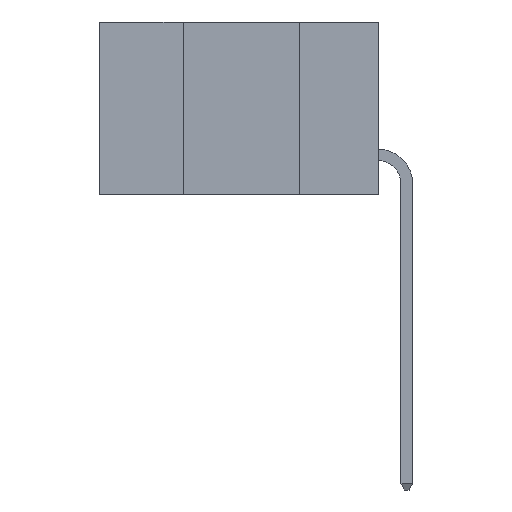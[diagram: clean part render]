
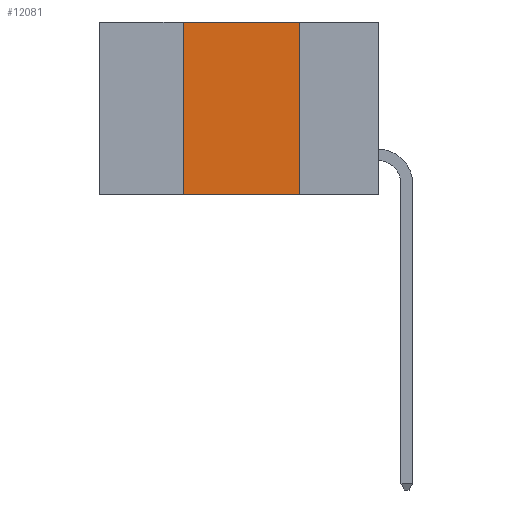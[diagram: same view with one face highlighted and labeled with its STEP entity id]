
A CAD part, left-side view. The second image highlights one B-rep face of the part: STEP entity #12081.
In plain terms, the highlighted planar face has unit normal (-1, 0, 0).
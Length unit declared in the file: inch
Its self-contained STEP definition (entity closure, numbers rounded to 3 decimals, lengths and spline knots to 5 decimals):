
#182 = DIRECTION ( 'NONE',  ( 0., -1., 0. ) ) ;
#225 = ORIENTED_EDGE ( 'NONE', *, *, #4989, .T. ) ;
#479 = VERTEX_POINT ( 'NONE', #19017 ) ;
#1126 = CARTESIAN_POINT ( 'NONE',  ( 0., 0.42, -0.37 ) ) ;
#1589 = VECTOR ( 'NONE', #182, 39.37008 ) ;
#2216 = VERTEX_POINT ( 'NONE', #12839 ) ;
#2830 = DIRECTION ( 'NONE',  ( 0., 0., -1. ) ) ;
#3172 = VERTEX_POINT ( 'NONE', #17200 ) ;
#3376 = CARTESIAN_POINT ( 'NONE',  ( 0., 0.6, 0. ) ) ;
#3518 = ORIENTED_EDGE ( 'NONE', *, *, #11246, .F. ) ;
#4892 = DIRECTION ( 'NONE',  ( 1., 0., 0. ) ) ;
#4893 = VECTOR ( 'NONE', #9433, 39.37008 ) ;
#4989 = EDGE_CURVE ( 'NONE', #17527, #3172, #12179, .T. ) ;
#5092 = LINE ( 'NONE', #16252, #16833 ) ;
#5615 = LINE ( 'NONE', #9465, #1589 ) ;
#6040 = EDGE_CURVE ( 'NONE', #17527, #479, #5092, .T. ) ;
#9034 = CARTESIAN_POINT ( 'NONE',  ( 0., 0.17, -0.37 ) ) ;
#9433 = DIRECTION ( 'NONE',  ( 0., -1., 0. ) ) ;
#9465 = CARTESIAN_POINT ( 'NONE',  ( 0., 0.6, 0. ) ) ;
#10233 = EDGE_CURVE ( 'NONE', #479, #2216, #5615, .T. ) ;
#10427 = FACE_OUTER_BOUND ( 'NONE', #16837, .T. ) ;
#11246 = EDGE_CURVE ( 'NONE', #2216, #3172, #18371, .T. ) ;
#11823 = CARTESIAN_POINT ( 'NONE',  ( 0., 0.6, -0.37 ) ) ;
#12081 = ADVANCED_FACE ( 'NONE', ( #10427 ), #12618, .F. ) ;
#12179 = LINE ( 'NONE', #11823, #4893 ) ;
#12618 = PLANE ( 'NONE',  #19562 ) ;
#12839 = CARTESIAN_POINT ( 'NONE',  ( 0., 0.17, 0. ) ) ;
#13755 = ORIENTED_EDGE ( 'NONE', *, *, #6040, .F. ) ;
#15647 = DIRECTION ( 'NONE',  ( 0., 0., -1. ) ) ;
#15752 = ORIENTED_EDGE ( 'NONE', *, *, #10233, .F. ) ;
#15903 = VECTOR ( 'NONE', #2830, 39.37008 ) ;
#16252 = CARTESIAN_POINT ( 'NONE',  ( 0., 0.42, -0.37 ) ) ;
#16833 = VECTOR ( 'NONE', #19458, 39.37008 ) ;
#16837 = EDGE_LOOP ( 'NONE', ( #3518, #15752, #13755, #225 ) ) ;
#17200 = CARTESIAN_POINT ( 'NONE',  ( 0., 0.17, -0.37 ) ) ;
#17527 = VERTEX_POINT ( 'NONE', #1126 ) ;
#18371 = LINE ( 'NONE', #9034, #15903 ) ;
#19017 = CARTESIAN_POINT ( 'NONE',  ( 0., 0.42, 0. ) ) ;
#19458 = DIRECTION ( 'NONE',  ( 0., 0., 1. ) ) ;
#19562 = AXIS2_PLACEMENT_3D ( 'NONE', #3376, #4892, #15647 ) ;
